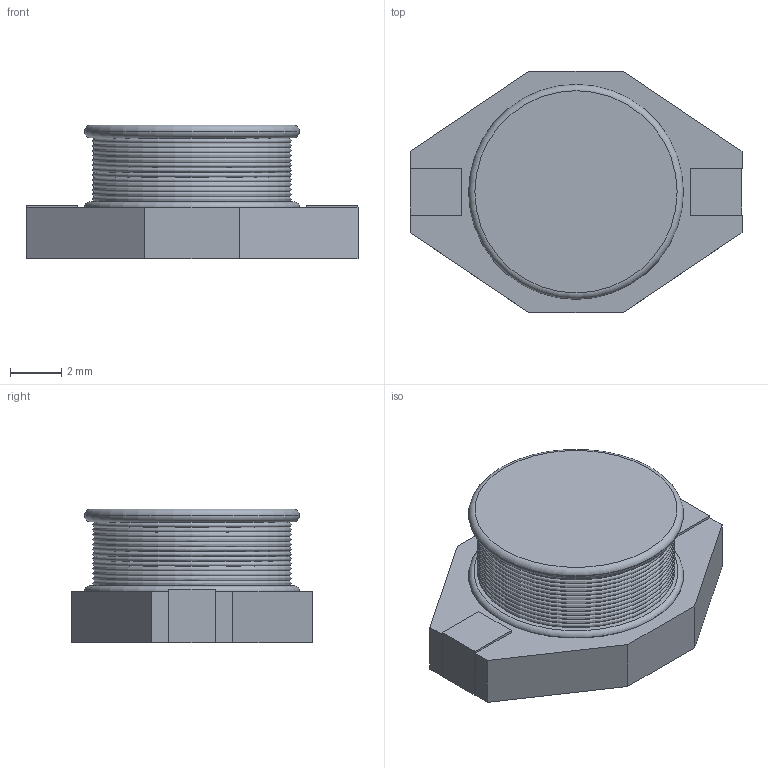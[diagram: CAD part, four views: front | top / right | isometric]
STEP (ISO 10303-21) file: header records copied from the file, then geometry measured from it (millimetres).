
FILE_DESCRIPTION(('FreeCAD Model'),'2;1');
FILE_NAME('DO3316P.stp', '2015-04-19T00:25:44',('FreeCAD'),('FreeCAD'), 'Open CASCADE STEP processor 6.7','FreeCAD','Unknown');
FILE_SCHEMA(('AUTOMOTIVE_DESIGN_CC2 { 1 2 10303 214 -1 1 5 4 }'));
Length unit declared in the file: millimetre
Products named in the file (3): Array; Fusion001; Fillet001
Bounding box: 12.95 x 9.4 x 5.22 mm (x, y, z)
Volume: 253.2 mm3; surface area: 635 mm2
Topology: 16 solids, 16 shells, 60 faces, 137 edges, 86 vertices
Faces by surface type: plane 41, revolution 13, torus 3, cylinder 3
Full cylindrical faces by diameter (mm): 3 x1, 8.38 x2
Entity records: 3109 total; most frequent: CARTESIAN_POINT 553, DIRECTION 425, LINE 261, VECTOR 261, ORIENTED_EDGE 222, PCURVE 222, DEFINITIONAL_REPRESENTATION 222, EDGE_CURVE 111
